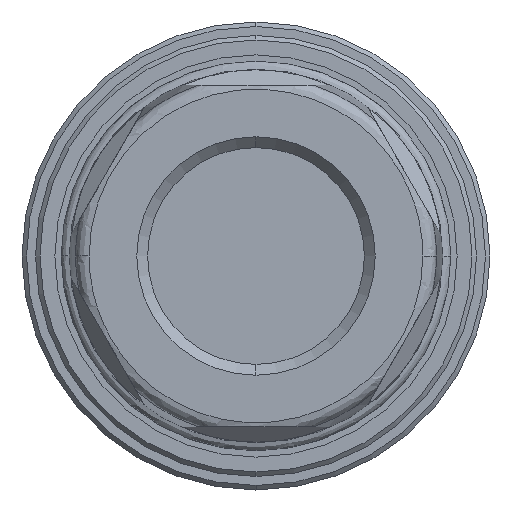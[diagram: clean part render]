
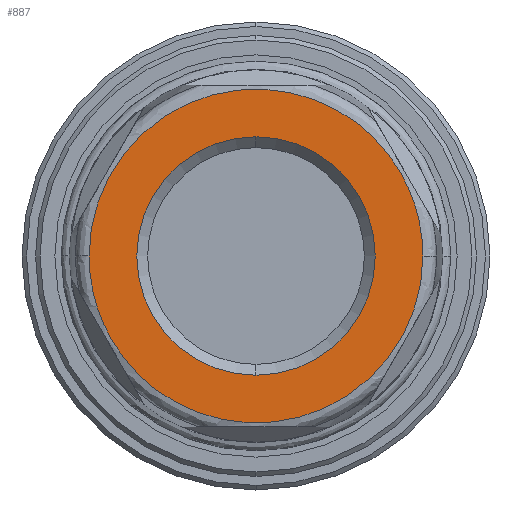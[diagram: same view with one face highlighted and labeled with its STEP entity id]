
A CAD part, left-side view. The second image highlights one B-rep face of the part: STEP entity #887.
In plain terms, the highlighted planar face has unit normal (-1, 0, 0).
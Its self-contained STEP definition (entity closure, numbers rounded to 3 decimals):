
#37 = CIRCLE ( 'NONE', #290, 13.25 ) ;
#191 = CIRCLE ( 'NONE', #394, 13.25 ) ;
#290 = AXIS2_PLACEMENT_3D ( 'NONE', #3017, #3016, #3015 ) ;
#394 = AXIS2_PLACEMENT_3D ( 'NONE', #3221, #2868, #2775 ) ;
#539 = FACE_BOUND ( 'NONE', #5487, .T. ) ;
#540 = FACE_OUTER_BOUND ( 'NONE', #5485, .T. ) ;
#836 = CARTESIAN_POINT ( 'NONE',  ( 0., 18.543, 0. ) ) ;
#837 = CARTESIAN_POINT ( 'NONE',  ( 0., 18.543, -37.085 ) ) ;
#838 = CARTESIAN_POINT ( 'NONE',  ( 0., -18.543, -37.085 ) ) ;
#839 = CARTESIAN_POINT ( 'NONE',  ( 0., -18.543, 0. ) ) ;
#887 = ADVANCED_FACE ( 'NONE', ( #540, #539 ), #3915, .F. ) ;
#1050 = VERTEX_POINT ( 'NONE', #1988 ) ;
#1112 = VERTEX_POINT ( 'NONE', #1902 ) ;
#1149 = VERTEX_POINT ( 'NONE', #4423 ) ;
#1163 = VERTEX_POINT ( 'NONE', #4408 ) ;
#1749 = ORIENTED_EDGE ( 'NONE', *, *, #3699, .T. ) ;
#1750 = ORIENTED_EDGE ( 'NONE', *, *, #3572, .T. ) ;
#1751 = ORIENTED_EDGE ( 'NONE', *, *, #3700, .F. ) ;
#1752 = ORIENTED_EDGE ( 'NONE', *, *, #3627, .F. ) ;
#1902 = CARTESIAN_POINT ( 'NONE',  ( 0., 0., 13.25 ) ) ;
#1988 = CARTESIAN_POINT ( 'NONE',  ( 0., 18.543, 0. ) ) ;
#2775 = DIRECTION ( 'NONE',  ( 0., 0., 1. ) ) ;
#2868 = DIRECTION ( 'NONE',  ( 1., 0., 0. ) ) ;
#3015 = DIRECTION ( 'NONE',  ( 0., 0., 1. ) ) ;
#3016 = DIRECTION ( 'NONE',  ( 1., 0., 0. ) ) ;
#3017 = CARTESIAN_POINT ( 'NONE',  ( 0., 0., 0. ) ) ;
#3221 = CARTESIAN_POINT ( 'NONE',  ( 0., 0., 0. ) ) ;
#3255 = CARTESIAN_POINT ( 'NONE',  ( 0., -18.543, 0. ) ) ;
#3258 = CARTESIAN_POINT ( 'NONE',  ( 0., -18.543, 37.085 ) ) ;
#3259 = CARTESIAN_POINT ( 'NONE',  ( 0., 18.543, 37.085 ) ) ;
#3261 = CARTESIAN_POINT ( 'NONE',  ( 0., 18.543, 0. ) ) ;
#3358 =( BOUNDED_CURVE ( )  B_SPLINE_CURVE ( 3, ( #3261, #3259, #3258, #3255 ),
 .UNSPECIFIED., .F., .F. ) 
 B_SPLINE_CURVE_WITH_KNOTS ( ( 4, 4 ),
 ( 0., 1. ),
 .UNSPECIFIED. ) 
 CURVE ( )  GEOMETRIC_REPRESENTATION_ITEM ( )  RATIONAL_B_SPLINE_CURVE ( ( 1., 0.333, 0.333, 1. ) ) 
 REPRESENTATION_ITEM ( '' )  );
#3367 =( BOUNDED_CURVE ( )  B_SPLINE_CURVE ( 3, ( #839, #838, #837, #836 ),
 .UNSPECIFIED., .F., .T. ) 
 B_SPLINE_CURVE_WITH_KNOTS ( ( 4, 4 ),
 ( 0., 1. ),
 .UNSPECIFIED. ) 
 CURVE ( )  GEOMETRIC_REPRESENTATION_ITEM ( )  RATIONAL_B_SPLINE_CURVE ( ( 1., 0.333, 0.333, 1. ) ) 
 REPRESENTATION_ITEM ( '' )  );
#3572 = EDGE_CURVE ( 'NONE', #1112, #1149, #191, .T. ) ;
#3627 = EDGE_CURVE ( 'NONE', #1163, #1050, #3367, .T. ) ;
#3699 = EDGE_CURVE ( 'NONE', #1149, #1112, #37, .T. ) ;
#3700 = EDGE_CURVE ( 'NONE', #1050, #1163, #3358, .T. ) ;
#3913 = CARTESIAN_POINT ( 'NONE',  ( 0., 16.777, 0. ) ) ;
#3915 = PLANE ( 'NONE',  #5437 ) ;
#3916 = DIRECTION ( 'NONE',  ( 0., 1., 0. ) ) ;
#3918 = DIRECTION ( 'NONE',  ( 1., 0., 0. ) ) ;
#4408 = CARTESIAN_POINT ( 'NONE',  ( 0., -18.543, 0. ) ) ;
#4423 = CARTESIAN_POINT ( 'NONE',  ( 0., 0., -13.25 ) ) ;
#5437 = AXIS2_PLACEMENT_3D ( 'NONE', #3913, #3918, #3916 ) ;
#5485 = EDGE_LOOP ( 'NONE', ( #1752, #1751 ) ) ;
#5487 = EDGE_LOOP ( 'NONE', ( #1750, #1749 ) ) ;
